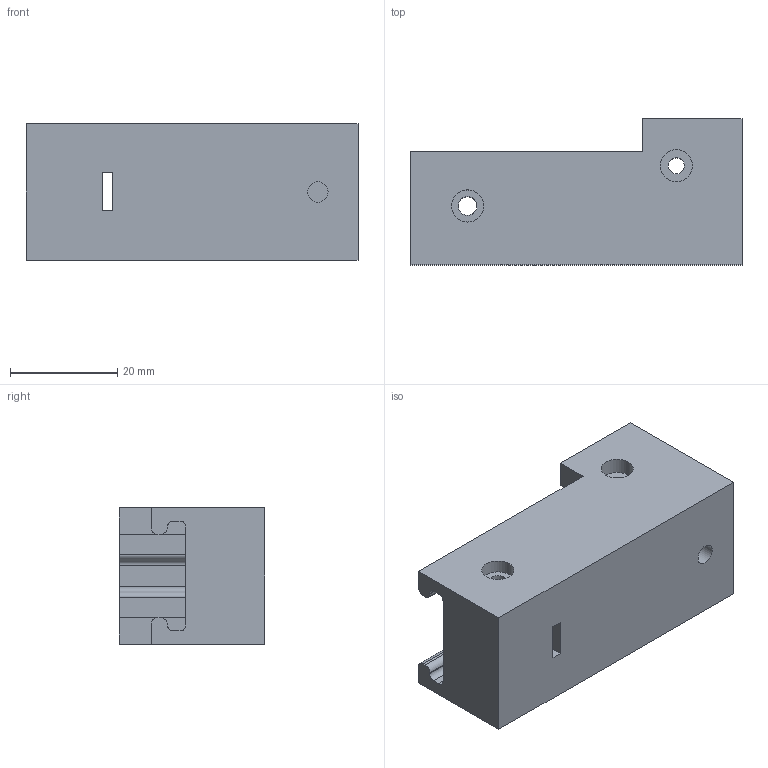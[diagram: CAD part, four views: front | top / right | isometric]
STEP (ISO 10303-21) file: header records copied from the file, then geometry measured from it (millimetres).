
FILE_DESCRIPTION(/* description */ (''),/* implementation_level */ '2;1');
FILE_NAME(/* name */ 'Slider_Base.step',/* time_stamp */ '2025-09-05T10:18:31+02:00',/* author */ (''),/* organization */ (''),/* preprocessor_version */ 'ST-DEVELOPER v20.1',/* originating_system */ 'Autodesk Translation Framework v14.10.0.0',/* authorisation */ '');
FILE_SCHEMA (('AUTOMOTIVE_DESIGN { 1 0 10303 214 3 1 1 }'));
Length unit declared in the file: millimetre
Products named in the file (1): Slider Base
Bounding box: 62 x 27.25 x 25.5 mm (x, y, z)
Volume: 22180.8 mm3; surface area: 10375.7 mm2
Topology: 1 solids, 1 shells, 68 faces, 184 edges, 123 vertices
Faces by surface type: plane 49, cylinder 19
Full cylindrical faces by diameter (mm): 3 x2, 3.5 x1, 3.8 x2, 6 x2
Entity records: 2186 total; most frequent: CARTESIAN_POINT 376, ORIENTED_EDGE 368, DIRECTION 363, EDGE_CURVE 184, LINE 143, VECTOR 143, VERTEX_POINT 123, AXIS2_PLACEMENT_3D 110
